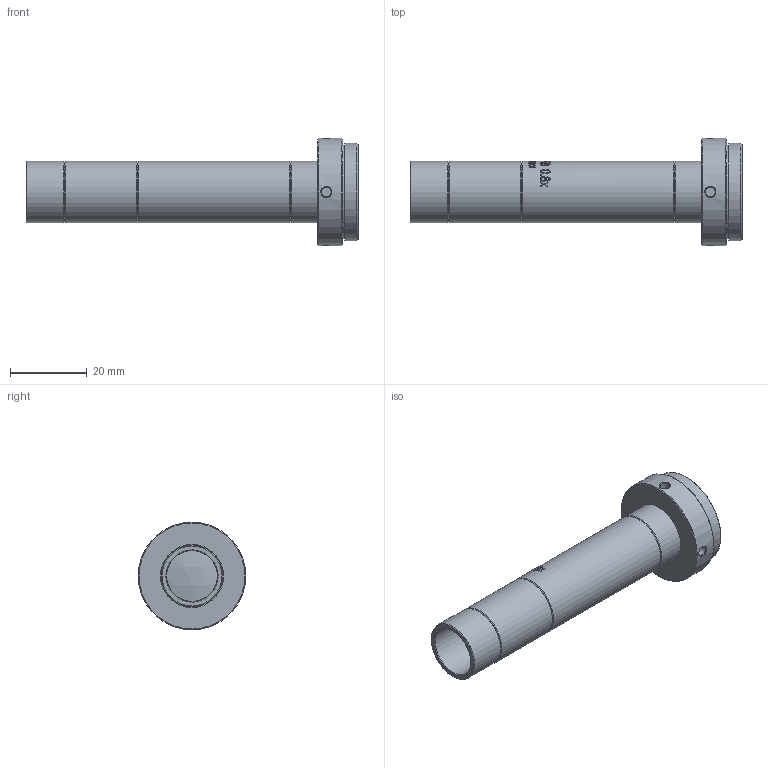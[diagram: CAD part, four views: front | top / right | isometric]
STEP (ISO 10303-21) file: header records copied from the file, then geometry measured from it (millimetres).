
FILE_DESCRIPTION( ('This file contains a STEP AP42 implementation' ,'as created by ZW3D STEP Interface translator.') ,'2;1' );
FILE_NAME( 'TL080110A1_8C_俋倛3D.stp' ,'24 3 5.151549', (''), ('ZWCAD Software Co.'), 'Version 1.0', 'ZW3D to STEP translator', '' );
FILE_SCHEMA(('AUTOMOTIVE_DESIGN { 1 0 10303 214 1 1 1 1 }'));
Length unit declared in the file: millimetre
Products named in the file (1): 0
Bounding box: 86.47 x 28 x 28 mm (x, y, z)
Volume: 18728.4 mm3; surface area: 6973.7 mm2
Topology: 1 solids, 1 shells, 253 faces, 573 edges, 373 vertices
Faces by surface type: plane 117, cylinder 60, bspline 58, cone 16, sphere 2
Full cylindrical faces by diameter (mm): 2.5 x4, 5.4 x1, 6.2 x1, 7 x1, 7.8 x1, 8.6 x1, 9.4 x1, 10.2 x1, 11 x1, 13.2 x1, 16 x4, 24.4 x1, 25.4 x1, 28 x1
Entity records: 10930 total; most frequent: CARTESIAN_POINT 5299, ORIENTED_EDGE 1150, DIRECTION 946, EDGE_CURVE 575, VERTEX_POINT 375, AXIS2_PLACEMENT_3D 327, EDGE_LOOP 304, VECTOR 292
